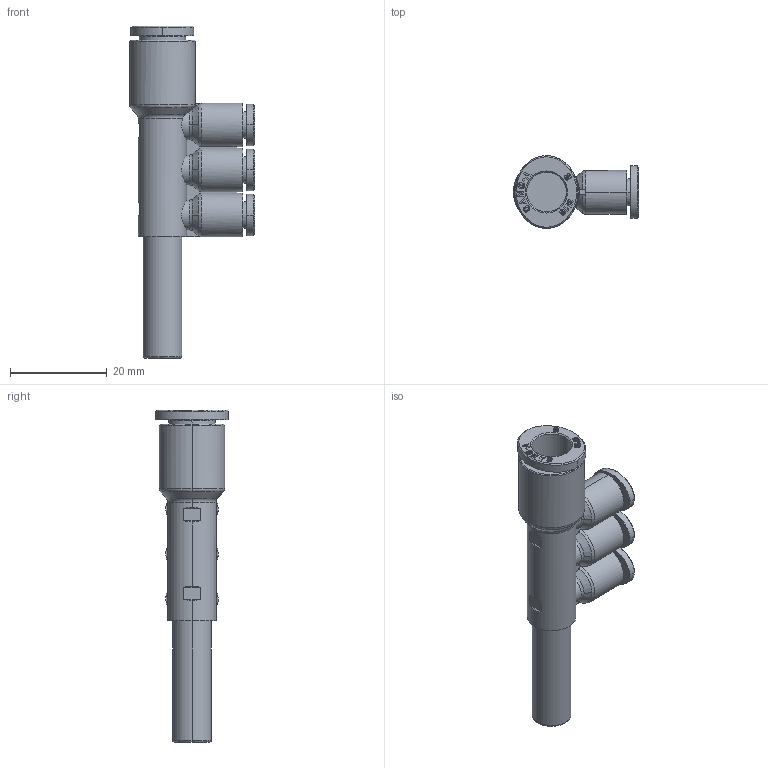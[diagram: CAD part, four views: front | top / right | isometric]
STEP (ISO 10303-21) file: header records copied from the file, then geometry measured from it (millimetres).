
FILE_DESCRIPTION (( 'STEP AP214' ), '1' );
FILE_NAME ('PKJ08-04.stp', '2015-08-24T09:53:36', ( '' ), ( '' ), 'SwSTEP 2.0', 'SolidWorks 2015', '' );
FILE_SCHEMA (( 'AUTOMOTIVE_DESIGN' ));
Length unit declared in the file: millimetre
Products named in the file (2): PKJ08-04; ｦ+ﾃｦ2
Assembly tree (1 placements, depth 2):
  PKJ08-04
    ｦ+ﾃｦ2
Bounding box: 25.8 x 15 x 68.5 mm (x, y, z)
Volume: 6706.2 mm3; surface area: 5181.1 mm2
Topology: 1 solids, 1 shells, 1589 faces, 4511 edges, 2995 vertices
Faces by surface type: plane 1350, bspline 130, cylinder 66, cone 34, torus 9
Entity records: 55024 total; most frequent: CARTESIAN_POINT 14013, ORIENTED_EDGE 9022, DIRECTION 7271, EDGE_CURVE 4511, VECTOR 3961, LINE 3961, VERTEX_POINT 2995, EDGE_LOOP 1660
